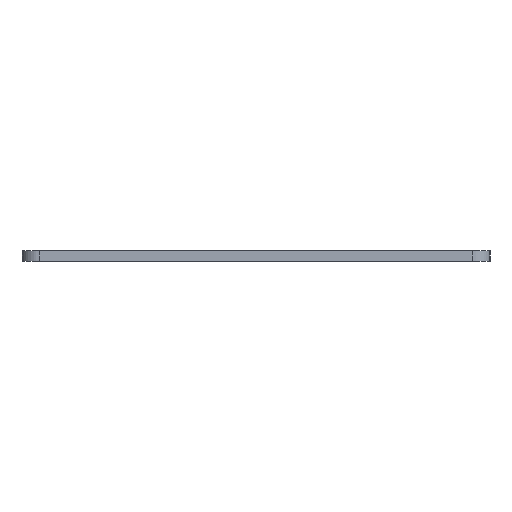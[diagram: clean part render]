
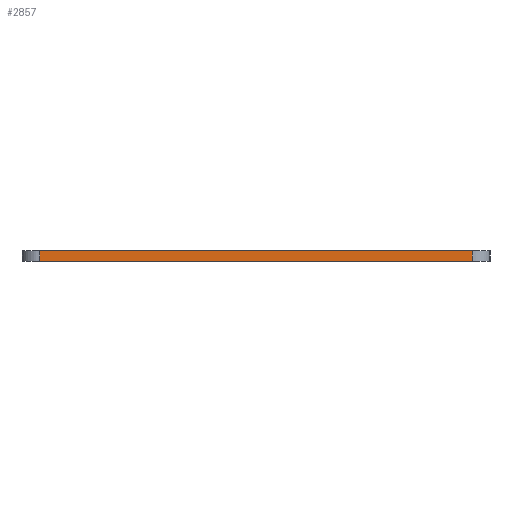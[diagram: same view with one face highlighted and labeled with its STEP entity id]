
A CAD part, left-side view. The second image highlights one B-rep face of the part: STEP entity #2857.
In plain terms, the highlighted planar face has unit normal (-1, 0, 0).
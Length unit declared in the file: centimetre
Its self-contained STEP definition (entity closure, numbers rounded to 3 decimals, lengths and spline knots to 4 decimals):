
#614 = ORIENTED_EDGE ( 'NONE', *, *, #27585, .F. ) ;
#988 = CARTESIAN_POINT ( 'NONE',  ( 1.45, 0., 0.3 ) ) ;
#2857 = ADVANCED_FACE ( 'NONE', ( #38380 ), #35762, .T. ) ;
#4171 = ORIENTED_EDGE ( 'NONE', *, *, #38865, .T. ) ;
#7413 = ORIENTED_EDGE ( 'NONE', *, *, #35480, .T. ) ;
#9019 = CARTESIAN_POINT ( 'NONE',  ( 1.45, 27.5752, 0. ) ) ;
#10877 = LINE ( 'NONE', #20355, #14903 ) ;
#11413 = VERTEX_POINT ( 'NONE', #15542 ) ;
#11634 = DIRECTION ( 'NONE',  ( 0., 0., -1. ) ) ;
#11907 = DIRECTION ( 'NONE',  ( 0., 0., 1. ) ) ;
#12261 = CARTESIAN_POINT ( 'NONE',  ( 1.45, 27.5752, 0.3 ) ) ;
#13261 = DIRECTION ( 'NONE',  ( 0., -1., 0. ) ) ;
#13593 = CARTESIAN_POINT ( 'NONE',  ( 1.45, 0., 0. ) ) ;
#14903 = VECTOR ( 'NONE', #36282, 100. ) ;
#15542 = CARTESIAN_POINT ( 'NONE',  ( 1.45, 15.2077, 0.3 ) ) ;
#16797 = VERTEX_POINT ( 'NONE', #29425 ) ;
#17773 = CARTESIAN_POINT ( 'NONE',  ( 1.45, 15.2077, 0. ) ) ;
#19352 = AXIS2_PLACEMENT_3D ( 'NONE', #13593, #29521, #35358 ) ;
#20355 = CARTESIAN_POINT ( 'NONE',  ( 1.45, 0., 0. ) ) ;
#22587 = CARTESIAN_POINT ( 'NONE',  ( 1.45, 27.5752, 0. ) ) ;
#24795 = EDGE_CURVE ( 'NONE', #33795, #16797, #10877, .T. ) ;
#24949 = ORIENTED_EDGE ( 'NONE', *, *, #24795, .T. ) ;
#26770 = VECTOR ( 'NONE', #11634, 100. ) ;
#26983 = LINE ( 'NONE', #9019, #26770 ) ;
#27585 = EDGE_CURVE ( 'NONE', #32842, #11413, #28605, .T. ) ;
#27748 = EDGE_LOOP ( 'NONE', ( #614, #4171, #24949, #7413 ) ) ;
#28605 = LINE ( 'NONE', #988, #35578 ) ;
#29425 = CARTESIAN_POINT ( 'NONE',  ( 1.45, 15.2077, 0. ) ) ;
#29521 = DIRECTION ( 'NONE',  ( -1., 0., 0. ) ) ;
#30647 = VECTOR ( 'NONE', #11907, 100. ) ;
#32842 = VERTEX_POINT ( 'NONE', #12261 ) ;
#33795 = VERTEX_POINT ( 'NONE', #22587 ) ;
#35358 = DIRECTION ( 'NONE',  ( 0., 0., 1. ) ) ;
#35480 = EDGE_CURVE ( 'NONE', #16797, #11413, #36315, .T. ) ;
#35578 = VECTOR ( 'NONE', #13261, 100. ) ;
#35762 = PLANE ( 'NONE',  #19352 ) ;
#36282 = DIRECTION ( 'NONE',  ( 0., -1., 0. ) ) ;
#36315 = LINE ( 'NONE', #17773, #30647 ) ;
#38380 = FACE_OUTER_BOUND ( 'NONE', #27748, .T. ) ;
#38865 = EDGE_CURVE ( 'NONE', #32842, #33795, #26983, .T. ) ;
